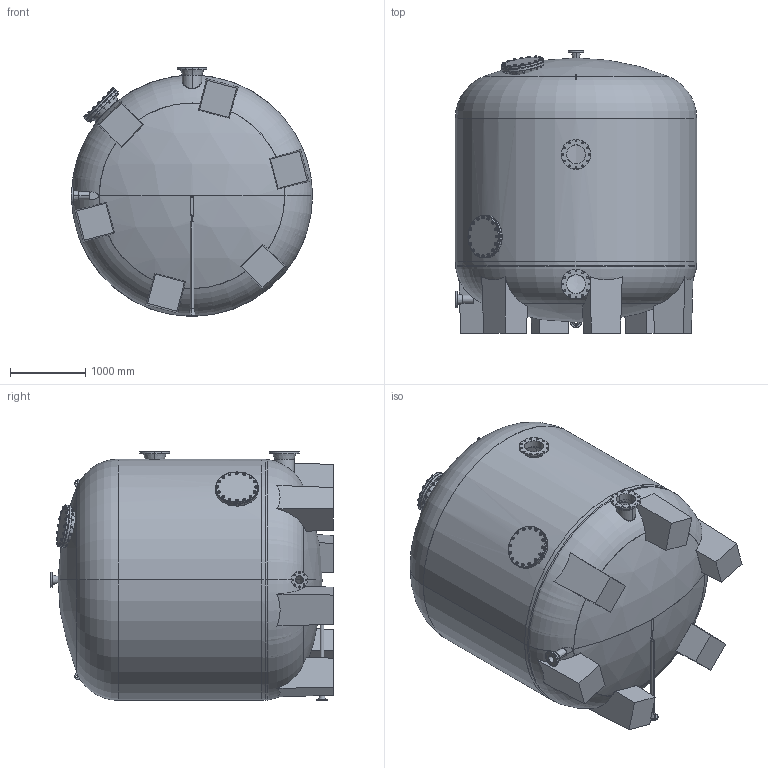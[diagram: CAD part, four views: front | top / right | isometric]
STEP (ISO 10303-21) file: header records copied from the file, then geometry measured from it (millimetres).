
FILE_DESCRIPTION (( 'STEP AP214' ), '1' );
FILE_NAME ('ind_atlantic_320_sb1500.STEP', '2020-12-03T12:00:58', ( '' ), ( '' ), 'SwSTEP 2.0', 'SolidWorks 2019', '' );
FILE_SCHEMA (( 'AUTOMOTIVE_DESIGN' ));
Length unit declared in the file: millimetre
Products named in the file (1): ind_atlantic_320_sb1500
Bounding box: 3200 x 3750 x 3300 mm (x, y, z)
Volume: 728789857.4 mm3; surface area: 108287967.9 mm2
Topology: 81 solids, 81 shells, 1327 faces, 3002 edges, 1880 vertices
Faces by surface type: cylinder 490, plane 452, cone 304, torus 57, bspline 16, sphere 8
Entity records: 59221 total; most frequent: CARTESIAN_POINT 13188, DIRECTION 6614, ORIENTED_EDGE 6004, EDGE_CURVE 3002, AXIS2_PLACEMENT_3D 2780, VERTEX_POINT 1880, EDGE_LOOP 1694, CIRCLE 1468
